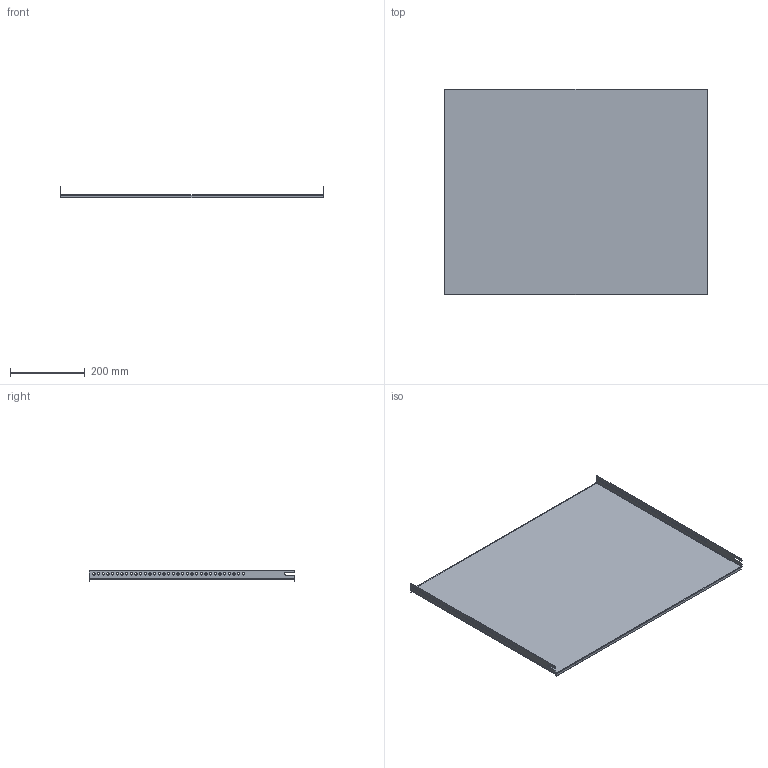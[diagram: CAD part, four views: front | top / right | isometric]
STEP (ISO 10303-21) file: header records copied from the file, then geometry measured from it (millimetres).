
FILE_DESCRIPTION (( 'STEP AP203' ), '1' );
FILE_NAME ('YKM40D-FO-MP-055-080 ÀÃÈÅ 275.00.002-14 Ïàíåëü ìîíòàæíàÿ.STEP', '2020-12-10T14:50:25', ( '' ), ( '' ), 'SwSTEP 2.0', 'SolidWorks 2017', '' );
FILE_SCHEMA (( 'CONFIG_CONTROL_DESIGN' ));
Length unit declared in the file: millimetre
Products named in the file (1): YKM40D-FO-MP-055-080  ÀÃÈÅ 275.00.002-14 Ïàíåëü ìîíòàæíàÿ
Bounding box: 706 x 550 x 31.5 mm (x, y, z)
Volume: 631502.3 mm3; surface area: 845173.9 mm2
Topology: 1 solids, 1 shells, 114 faces, 357 edges, 245 vertices
Faces by surface type: cylinder 72, plane 42
Full cylindrical faces by diameter (mm): 6.5 x66
Entity records: 3767 total; most frequent: DIRECTION 632, CARTESIAN_POINT 585, ORIENTED_EDGE 516, EDGE_LOOP 312, AXIS2_PLACEMENT_3D 259, EDGE_CURVE 258, VERTEX_POINT 212, FACE_OUTER_BOUND 180
